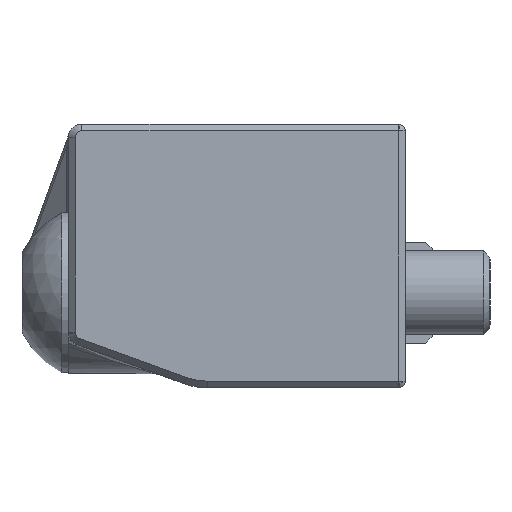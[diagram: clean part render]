
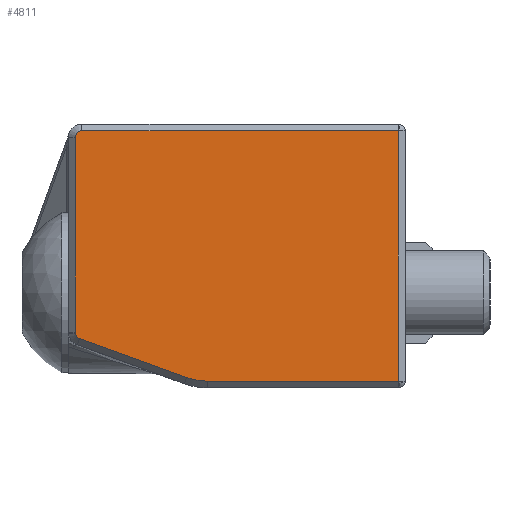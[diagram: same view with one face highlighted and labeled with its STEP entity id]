
A CAD part, left-side view. The second image highlights one B-rep face of the part: STEP entity #4811.
In plain terms, the highlighted planar face has unit normal (-1, 0, 0).
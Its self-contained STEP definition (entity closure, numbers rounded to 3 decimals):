
#169=B_SPLINE_CURVE_WITH_KNOTS('',3,(#9890,#9891,#9892,#9893),
 .UNSPECIFIED.,.F.,.F.,(4,4),(0.494,0.559),
 .UNSPECIFIED.);
#170=B_SPLINE_CURVE_WITH_KNOTS('',3,(#9910,#9911,#9912,#9913),
 .UNSPECIFIED.,.F.,.F.,(4,4),(0.559,0.611),
 .UNSPECIFIED.);
#405=CIRCLE('',#5301,0.4);
#408=CIRCLE('',#5309,3.6);
#410=CIRCLE('',#5313,0.4);
#749=FACE_OUTER_BOUND('',#1060,.T.);
#1060=EDGE_LOOP('',(#4126,#4127,#4128,#4129,#4130,#4131,#4132,#4133,#4134,
#4135));
#1434=LINE('',#9823,#1845);
#1436=LINE('',#9832,#1847);
#1440=LINE('',#9839,#1851);
#1443=LINE('',#9846,#1854);
#1446=LINE('',#9856,#1857);
#1845=VECTOR('',#6466,10.);
#1847=VECTOR('',#6476,10.);
#1851=VECTOR('',#6482,10.);
#1854=VECTOR('',#6491,10.);
#1857=VECTOR('',#6502,10.);
#2283=VERTEX_POINT('',#9819);
#2284=VERTEX_POINT('',#9821);
#2285=VERTEX_POINT('',#9825);
#2287=VERTEX_POINT('',#9831);
#2289=VERTEX_POINT('',#9838);
#2290=VERTEX_POINT('',#9845);
#2291=VERTEX_POINT('',#9849);
#2293=VERTEX_POINT('',#9855);
#2295=VERTEX_POINT('',#9861);
#2297=VERTEX_POINT('',#9884);
#2889=EDGE_CURVE('',#2284,#2283,#1434,.T.);
#2892=EDGE_CURVE('',#2283,#2285,#405,.T.);
#2893=EDGE_CURVE('',#2285,#2287,#1436,.T.);
#2897=EDGE_CURVE('',#2287,#2289,#1440,.T.);
#2901=EDGE_CURVE('',#2289,#2290,#1443,.T.);
#2905=EDGE_CURVE('',#2290,#2291,#408,.T.);
#2906=EDGE_CURVE('',#2291,#2293,#1446,.T.);
#2911=EDGE_CURVE('',#2293,#2295,#410,.T.);
#2915=EDGE_CURVE('',#2295,#2297,#169,.T.);
#2916=EDGE_CURVE('',#2297,#2284,#170,.T.);
#4126=ORIENTED_EDGE('',*,*,#2889,.F.);
#4127=ORIENTED_EDGE('',*,*,#2916,.F.);
#4128=ORIENTED_EDGE('',*,*,#2915,.F.);
#4129=ORIENTED_EDGE('',*,*,#2911,.F.);
#4130=ORIENTED_EDGE('',*,*,#2906,.F.);
#4131=ORIENTED_EDGE('',*,*,#2905,.F.);
#4132=ORIENTED_EDGE('',*,*,#2901,.F.);
#4133=ORIENTED_EDGE('',*,*,#2897,.F.);
#4134=ORIENTED_EDGE('',*,*,#2893,.F.);
#4135=ORIENTED_EDGE('',*,*,#2892,.F.);
#4552=PLANE('',#5323);
#4811=ADVANCED_FACE('',(#749),#4552,.F.);
#5301=AXIS2_PLACEMENT_3D('',#9829,#6472,#6473);
#5309=AXIS2_PLACEMENT_3D('',#9853,#6498,#6499);
#5313=AXIS2_PLACEMENT_3D('',#9865,#6510,#6511);
#5323=AXIS2_PLACEMENT_3D('',#9937,#6536,#6537);
#6466=DIRECTION('',(0.,0.,1.));
#6472=DIRECTION('center_axis',(1.,0.,0.));
#6473=DIRECTION('ref_axis',(0.,1.,0.));
#6476=DIRECTION('',(0.,-1.,0.));
#6482=DIRECTION('',(0.,0.,-1.));
#6491=DIRECTION('',(0.,1.,0.));
#6498=DIRECTION('center_axis',(1.,0.,0.));
#6499=DIRECTION('ref_axis',(0.,0.174,-0.985));
#6502=DIRECTION('',(0.,0.94,0.342));
#6510=DIRECTION('center_axis',(1.,0.,0.));
#6511=DIRECTION('ref_axis',(0.,0.819,-0.574));
#6536=DIRECTION('center_axis',(1.,0.,0.));
#6537=DIRECTION('ref_axis',(0.,1.,0.));
#9819=CARTESIAN_POINT('',(0.,19.573,14.84));
#9821=CARTESIAN_POINT('',(0.,19.573,3.304));
#9823=CARTESIAN_POINT('',(0.,19.573,5.282));
#9825=CARTESIAN_POINT('',(0.,19.173,15.24));
#9829=CARTESIAN_POINT('Origin',(0.,19.173,14.84));
#9831=CARTESIAN_POINT('',(0.,0.4,15.24));
#9832=CARTESIAN_POINT('',(0.,14.58,15.24));
#9838=CARTESIAN_POINT('',(0.,0.4,0.4));
#9839=CARTESIAN_POINT('',(0.,0.4,11.73));
#9845=CARTESIAN_POINT('',(0.,11.729,0.4));
#9846=CARTESIAN_POINT('',(0.,4.993,0.4));
#9849=CARTESIAN_POINT('',(0.,12.96,0.617));
#9853=CARTESIAN_POINT('Origin',(0.,11.729,4.));
#9855=CARTESIAN_POINT('',(0.,19.31,2.928));
#9856=CARTESIAN_POINT('',(0.,12.473,0.44));
#9861=CARTESIAN_POINT('',(0.,19.571,3.258));
#9865=CARTESIAN_POINT('Origin',(0.,19.173,3.304));
#9884=CARTESIAN_POINT('',(0.,19.573,3.283));
#9890=CARTESIAN_POINT('Ctrl Pts',(0.,19.571,3.258));
#9891=CARTESIAN_POINT('Ctrl Pts',(0.,19.572,3.266));
#9892=CARTESIAN_POINT('Ctrl Pts',(0.,19.572,3.275));
#9893=CARTESIAN_POINT('Ctrl Pts',(0.,19.573,3.283));
#9910=CARTESIAN_POINT('Ctrl Pts',(0.,19.573,3.283));
#9911=CARTESIAN_POINT('Ctrl Pts',(0.,19.573,3.29));
#9912=CARTESIAN_POINT('Ctrl Pts',(0.,19.573,3.297));
#9913=CARTESIAN_POINT('Ctrl Pts',(0.,19.573,3.304));
#9937=CARTESIAN_POINT('Origin',(0.,9.987,7.82));
